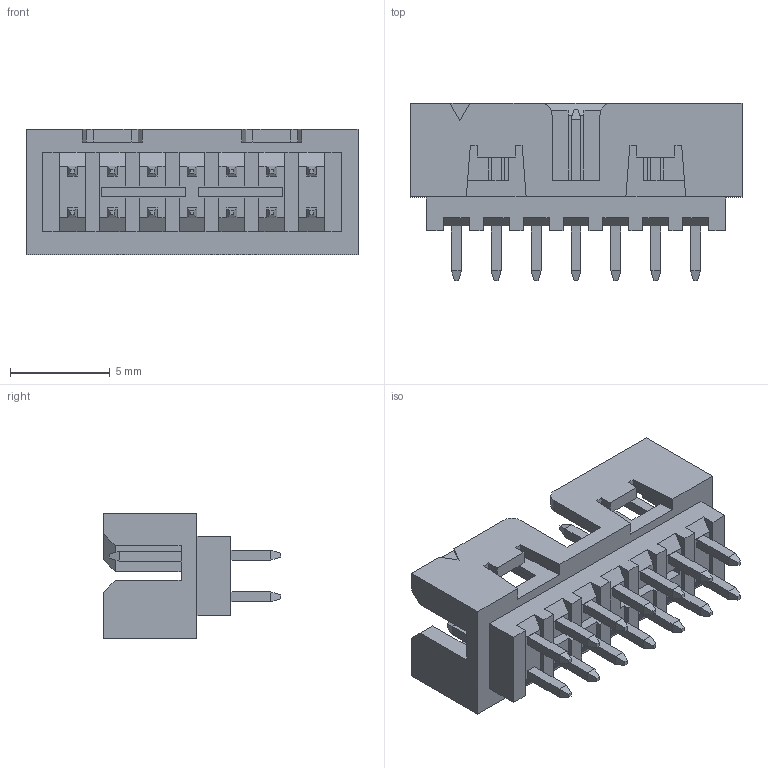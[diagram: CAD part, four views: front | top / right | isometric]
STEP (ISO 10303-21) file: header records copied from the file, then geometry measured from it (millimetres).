
FILE_DESCRIPTION((''),'2;1');
FILE_NAME('MOLEX_87831-1420_h.stp','2010-04-13T11:30:04',(''),(''),'Mechanical Desktop 2010','Mechanical Desktop 2010',', , ');
FILE_SCHEMA(('AUTOMOTIVE_DESIGN { 1 2 10303 214 1 1 1 1 }'));
Length unit declared in the file: millimetre
Products named in the file (1): Product
Bounding box: 16.65 x 8.9 x 6.3 mm (x, y, z)
Volume: 286.6 mm3; surface area: 845.8 mm2
Topology: 29 solids, 29 shells, 571 faces, 1336 edges, 830 vertices
Faces by surface type: plane 569, cylinder 2
Entity records: 15771 total; most frequent: CARTESIAN_POINT 2748, ORIENTED_EDGE 2672, DIRECTION 2482, EDGE_CURVE 1336, VECTOR 1330, LINE 1330, VERTEX_POINT 830, EDGE_LOOP 586
